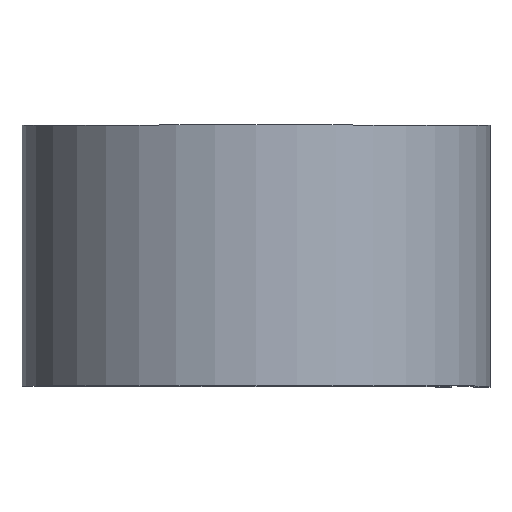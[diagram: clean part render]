
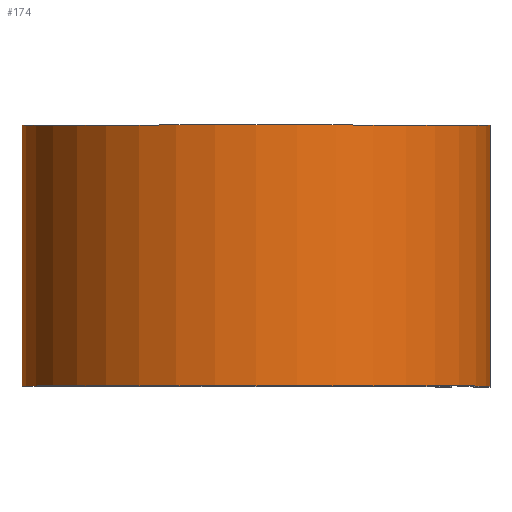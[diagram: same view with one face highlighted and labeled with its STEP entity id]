
A CAD part, top view. The second image highlights one B-rep face of the part: STEP entity #174.
In plain terms, the highlighted cylindrical face has radius 17.094 mm (diameter 34.188 mm), a partial arc.
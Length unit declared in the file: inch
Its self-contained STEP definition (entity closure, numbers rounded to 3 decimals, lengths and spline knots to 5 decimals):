
#14 = EDGE_CURVE ( 'NONE', #240, #519, #384, .T. ) ;
#49 = EDGE_CURVE ( 'NONE', #240, #655, #369, .T. ) ;
#101 = DIRECTION ( 'NONE',  ( 0., -1., 0. ) ) ;
#160 = DIRECTION ( 'NONE',  ( 1., 0., 0. ) ) ;
#174 = ADVANCED_FACE ( 'NONE', ( #639 ), #491, .T. ) ;
#198 = DIRECTION ( 'NONE',  ( 0., 1., 0. ) ) ;
#209 = AXIS2_PLACEMENT_3D ( 'NONE', #394, #504, #372 ) ;
#212 = CARTESIAN_POINT ( 'NONE',  ( 0., -0.375, 0. ) ) ;
#217 = DIRECTION ( 'NONE',  ( 0., 1., 0. ) ) ;
#236 = EDGE_CURVE ( 'NONE', #519, #495, #514, .T. ) ;
#240 = VERTEX_POINT ( 'NONE', #450 ) ;
#246 = CARTESIAN_POINT ( 'NONE',  ( 0., 0.375, -0.673 ) ) ;
#250 = CARTESIAN_POINT ( 'NONE',  ( 0.673, -0.375, 0. ) ) ;
#258 = AXIS2_PLACEMENT_3D ( 'NONE', #212, #198, #160 ) ;
#287 = DIRECTION ( 'NONE',  ( 0., -1., 0. ) ) ;
#311 = ORIENTED_EDGE ( 'NONE', *, *, #49, .F. ) ;
#319 = EDGE_CURVE ( 'NONE', #655, #495, #579, .T. ) ;
#342 = CARTESIAN_POINT ( 'NONE',  ( 0.673, 0.375, 0. ) ) ;
#369 = CIRCLE ( 'NONE', #529, 0.673 ) ;
#372 = DIRECTION ( 'NONE',  ( 0., 0., -1. ) ) ;
#373 = VECTOR ( 'NONE', #287, 39.37008 ) ;
#384 = LINE ( 'NONE', #246, #373 ) ;
#394 = CARTESIAN_POINT ( 'NONE',  ( 0., 0.375, 0. ) ) ;
#439 = EDGE_LOOP ( 'NONE', ( #482, #506, #311, #522 ) ) ;
#450 = CARTESIAN_POINT ( 'NONE',  ( 0., 0.375, -0.673 ) ) ;
#482 = ORIENTED_EDGE ( 'NONE', *, *, #236, .T. ) ;
#491 = CYLINDRICAL_SURFACE ( 'NONE', #209, 0.673 ) ;
#495 = VERTEX_POINT ( 'NONE', #250 ) ;
#504 = DIRECTION ( 'NONE',  ( 0., -1., 0. ) ) ;
#506 = ORIENTED_EDGE ( 'NONE', *, *, #319, .F. ) ;
#514 = CIRCLE ( 'NONE', #258, 0.673 ) ;
#519 = VERTEX_POINT ( 'NONE', #537 ) ;
#522 = ORIENTED_EDGE ( 'NONE', *, *, #14, .T. ) ;
#529 = AXIS2_PLACEMENT_3D ( 'NONE', #553, #217, #641 ) ;
#531 = CARTESIAN_POINT ( 'NONE',  ( 0.673, 0.375, 0. ) ) ;
#537 = CARTESIAN_POINT ( 'NONE',  ( 0., -0.375, -0.673 ) ) ;
#553 = CARTESIAN_POINT ( 'NONE',  ( 0., 0.375, 0. ) ) ;
#579 = LINE ( 'NONE', #342, #581 ) ;
#581 = VECTOR ( 'NONE', #101, 39.37008 ) ;
#639 = FACE_OUTER_BOUND ( 'NONE', #439, .T. ) ;
#641 = DIRECTION ( 'NONE',  ( 1., 0., 0. ) ) ;
#655 = VERTEX_POINT ( 'NONE', #531 ) ;
